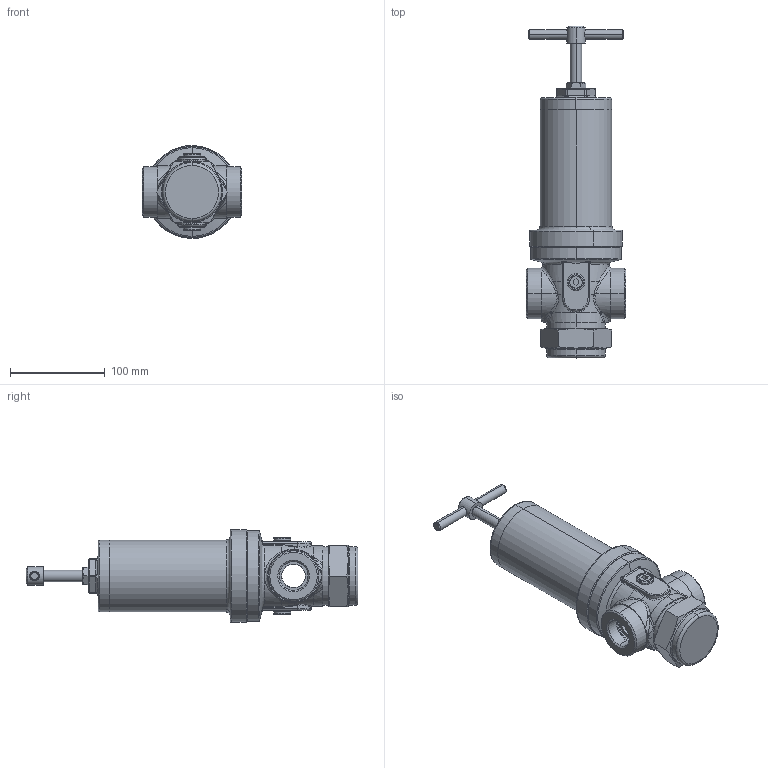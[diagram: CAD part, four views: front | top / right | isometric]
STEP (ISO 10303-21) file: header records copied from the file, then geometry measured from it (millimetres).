
FILE_DESCRIPTION (( 'STEP AP203' ), '1' );
FILE_NAME ('70 BG II G1 Female Ø84.STEP', '2017-12-12T15:32:10', ( '' ), ( '' ), 'SwSTEP 2.0', 'SolidWorks 2016', '' );
FILE_SCHEMA (( 'CONFIG_CONTROL_DESIGN' ));
Length unit declared in the file: millimetre
Products named in the file (1): 70 BG II G1 Female Ø84
Bounding box: 105 x 350.5 x 97.91 mm (x, y, z)
Volume: 438881.4 mm3; surface area: 191105.4 mm2
Topology: 9 solids, 9 shells, 481 faces, 1068 edges, 625 vertices
Faces by surface type: cylinder 143, cone 99, plane 94, torus 83, bspline 62
Entity records: 17120 total; most frequent: CARTESIAN_POINT 6811, DIRECTION 2160, ORIENTED_EDGE 2128, EDGE_CURVE 1064, AXIS2_PLACEMENT_3D 935, VERTEX_POINT 625, EDGE_LOOP 523, CIRCLE 515
